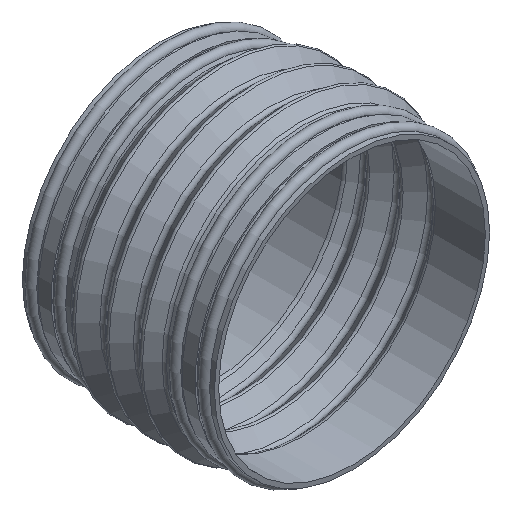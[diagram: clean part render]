
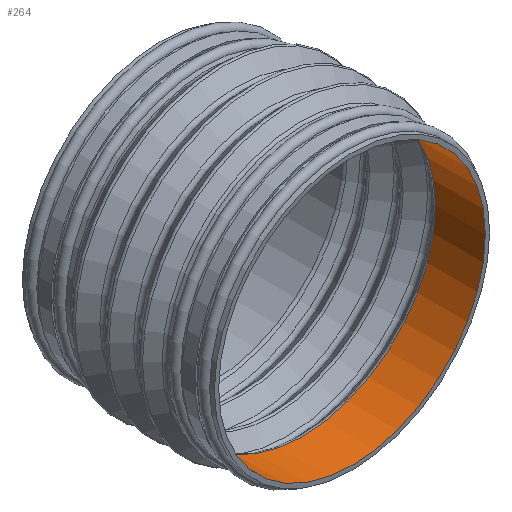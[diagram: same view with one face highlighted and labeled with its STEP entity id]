
A CAD part, isometric view. The second image highlights one B-rep face of the part: STEP entity #264.
In plain terms, the highlighted cylindrical face has radius 62.5 mm (diameter 125 mm), a full revolution.
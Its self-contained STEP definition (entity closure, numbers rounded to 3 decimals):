
#264 = ADVANCED_FACE( '', ( #577, #578 ), #579, .F. );
#577 = FACE_OUTER_BOUND( '', #890, .T. );
#578 = FACE_OUTER_BOUND( '', #891, .T. );
#579 = CYLINDRICAL_SURFACE( '', #892, 62.5 );
#890 = EDGE_LOOP( '', ( #1536 ) );
#891 = EDGE_LOOP( '', ( #1537 ) );
#892 = AXIS2_PLACEMENT_3D( '', #1538, #1539, #1540 );
#1536 = ORIENTED_EDGE( '', *, *, #1757, .T. );
#1537 = ORIENTED_EDGE( '', *, *, #1798, .F. );
#1538 = CARTESIAN_POINT( '', ( 0., 0., 0. ) );
#1539 = DIRECTION( '', ( 0., 1., 0. ) );
#1540 = DIRECTION( '', ( 0., 0., -1. ) );
#1757 = EDGE_CURVE( '', #2112, #2112, #2113, .T. );
#1798 = EDGE_CURVE( '', #2164, #2164, #2165, .T. );
#2112 = VERTEX_POINT( '', #2549 );
#2113 = CIRCLE( '', #2550, 62.5 );
#2164 = VERTEX_POINT( '', #2613 );
#2165 = CIRCLE( '', #2614, 62.5 );
#2549 = CARTESIAN_POINT( '', ( 0., 0., -62.5 ) );
#2550 = AXIS2_PLACEMENT_3D( '', #2907, #2908, #2909 );
#2613 = CARTESIAN_POINT( '', ( 0., 23.375, -62.5 ) );
#2614 = AXIS2_PLACEMENT_3D( '', #2952, #2953, #2954 );
#2907 = CARTESIAN_POINT( '', ( 0., 0., 0. ) );
#2908 = DIRECTION( '', ( 0., -1., 0. ) );
#2909 = DIRECTION( '', ( 0., 0., -1. ) );
#2952 = CARTESIAN_POINT( '', ( 0., 23.375, 0. ) );
#2953 = DIRECTION( '', ( 0., -1., 0. ) );
#2954 = DIRECTION( '', ( 0., 0., -1. ) );
